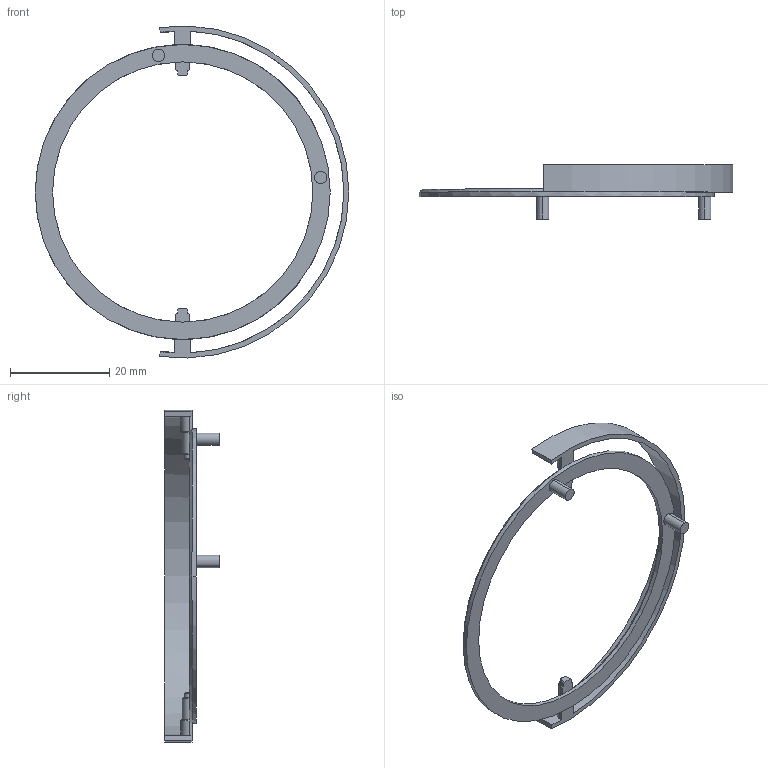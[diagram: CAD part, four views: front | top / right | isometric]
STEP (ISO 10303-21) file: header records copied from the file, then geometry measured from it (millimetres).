
FILE_DESCRIPTION((''),'2;1');
FILE_NAME('16-ARCEAU_V4','2022-05-30T14:43:03',('cao3'),(''),'CREO PARAMETRIC BY PTC INC, 2020454','CREO PARAMETRIC BY PTC INC, 2020454','');
FILE_SCHEMA(('CONFIG_CONTROL_DESIGN'));
Length unit declared in the file: millimetre
Products named in the file (1): 16-ARCEAU_V4
Bounding box: 63.25 x 11 x 66.97 mm (x, y, z)
Volume: 1605.6 mm3; surface area: 3285.8 mm2
Topology: 1 solids, 1 shells, 63 faces, 162 edges, 100 vertices
Faces by surface type: plane 37, cylinder 16, cone 10
Entity records: 1990 total; most frequent: CARTESIAN_POINT 395, DIRECTION 328, ORIENTED_EDGE 324, EDGE_CURVE 162, AXIS2_PLACEMENT_3D 113, VECTOR 102, LINE 102, VERTEX_POINT 100
